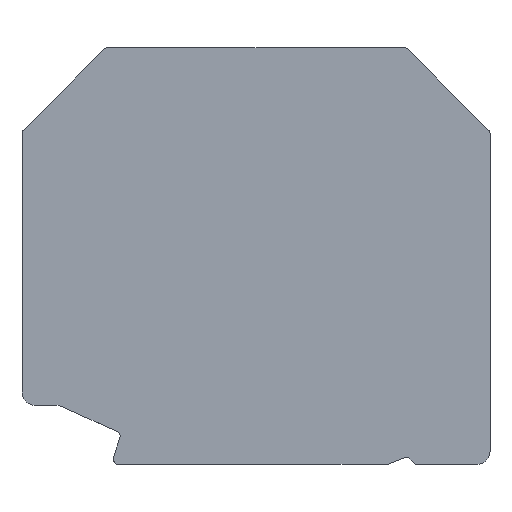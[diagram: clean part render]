
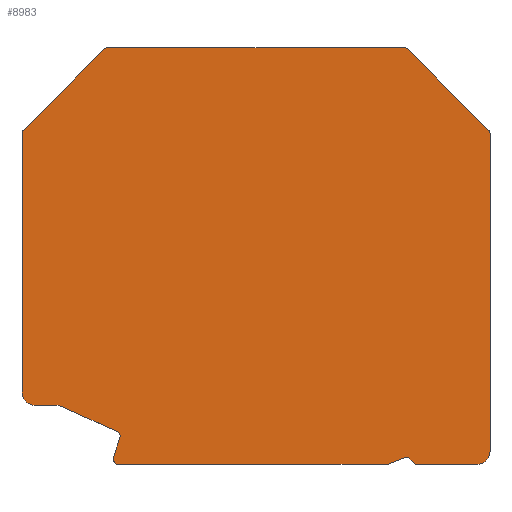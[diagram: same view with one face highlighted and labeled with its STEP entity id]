
A CAD part, top view. The second image highlights one B-rep face of the part: STEP entity #8983.
In plain terms, the highlighted planar face has unit normal (0, 0, 1).
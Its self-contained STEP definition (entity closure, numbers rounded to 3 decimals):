
#2069=CARTESIAN_POINT('',(-15.562,-46.6,1.5));
#2070=DIRECTION('',(0.,0.,1.));
#2071=DIRECTION('',(-0.951,0.309,0.));
#2072=AXIS2_PLACEMENT_3D('',#2069,#2070,#2071);
#2074=DIRECTION('',(-0.309,-0.951,0.));
#2075=VECTOR('',#2074,2.36);
#2076=CARTESIAN_POINT('',(-15.403,-44.17,1.5));
#2077=LINE('',#2076,#2075);
#2078=CARTESIAN_POINT('',(-15.926,-44.,1.5));
#2079=DIRECTION('',(0.,0.,-1.));
#2080=DIRECTION('',(0.412,0.911,0.));
#2081=AXIS2_PLACEMENT_3D('',#2078,#2079,#2080);
#2083=DIRECTION('',(0.911,-0.412,0.));
#2084=VECTOR('',#2083,7.066);
#2085=CARTESIAN_POINT('',(-22.138,-40.589,1.5));
#2086=LINE('',#2085,#2084);
#2087=CARTESIAN_POINT('',(-22.55,-41.5,1.5));
#2088=DIRECTION('',(0.,0.,-1.));
#2089=DIRECTION('',(0.,1.,0.));
#2090=AXIS2_PLACEMENT_3D('',#2087,#2088,#2089);
#2092=DIRECTION('',(1.,0.,0.));
#2093=VECTOR('',#2092,2.45);
#2094=CARTESIAN_POINT('',(-25.,-40.5,1.5));
#2095=LINE('',#2094,#2093);
#2096=CARTESIAN_POINT('',(-25.,-39.,1.5));
#2097=DIRECTION('',(0.,0.,1.));
#2098=DIRECTION('',(-1.,0.,0.));
#2099=AXIS2_PLACEMENT_3D('',#2096,#2097,#2098);
#2101=DIRECTION('',(0.,-1.,0.));
#2102=VECTOR('',#2101,29.293);
#2103=CARTESIAN_POINT('',(-26.5,-9.707,1.5));
#2104=LINE('',#2103,#2102);
#2105=CARTESIAN_POINT('',(-26.,-9.707,1.5));
#2106=DIRECTION('',(0.,0.,1.));
#2107=DIRECTION('',(-0.707,0.707,0.));
#2108=AXIS2_PLACEMENT_3D('',#2105,#2106,#2107);
#2110=DIRECTION('',(-0.707,-0.707,0.));
#2111=VECTOR('',#2110,13.021);
#2112=CARTESIAN_POINT('',(-17.146,-0.146,1.5));
#2113=LINE('',#2112,#2111);
#2114=CARTESIAN_POINT('',(-16.793,-0.5,1.5));
#2115=DIRECTION('',(0.,0.,1.));
#2116=DIRECTION('',(0.,1.,0.));
#2117=AXIS2_PLACEMENT_3D('',#2114,#2115,#2116);
#2119=DIRECTION('',(-1.,0.,0.));
#2120=VECTOR('',#2119,33.586);
#2121=CARTESIAN_POINT('',(16.793,0.,1.5));
#2122=LINE('',#2121,#2120);
#2123=CARTESIAN_POINT('',(16.793,-0.5,1.5));
#2124=DIRECTION('',(0.,0.,1.));
#2125=DIRECTION('',(0.707,0.707,0.));
#2126=AXIS2_PLACEMENT_3D('',#2123,#2124,#2125);
#2128=DIRECTION('',(-0.707,0.707,0.));
#2129=VECTOR('',#2128,13.021);
#2130=CARTESIAN_POINT('',(26.354,-9.354,1.5));
#2131=LINE('',#2130,#2129);
#2132=CARTESIAN_POINT('',(26.,-9.707,1.5));
#2133=DIRECTION('',(0.,0.,1.));
#2134=DIRECTION('',(1.,0.,0.));
#2135=AXIS2_PLACEMENT_3D('',#2132,#2133,#2134);
#2137=DIRECTION('',(0.,1.,0.));
#2138=VECTOR('',#2137,35.993);
#2139=CARTESIAN_POINT('',(26.5,-45.7,1.5));
#2140=LINE('',#2139,#2138);
#2141=CARTESIAN_POINT('',(25.,-45.7,1.5));
#2142=DIRECTION('',(0.,0.,1.));
#2143=DIRECTION('',(0.,-1.,0.));
#2144=AXIS2_PLACEMENT_3D('',#2141,#2142,#2143);
#2146=DIRECTION('',(1.,0.,0.));
#2147=VECTOR('',#2146,6.827);
#2148=CARTESIAN_POINT('',(18.173,-47.2,1.5));
#2149=LINE('',#2148,#2147);
#2150=CARTESIAN_POINT('',(18.173,-46.9,1.5));
#2151=DIRECTION('',(0.,0.,1.));
#2152=DIRECTION('',(-0.707,-0.707,0.));
#2153=AXIS2_PLACEMENT_3D('',#2150,#2151,#2152);
#2155=DIRECTION('',(0.707,-0.707,0.));
#2156=VECTOR('',#2155,0.759);
#2157=CARTESIAN_POINT('',(17.424,-46.576,1.5));
#2158=LINE('',#2157,#2156);
#2159=CARTESIAN_POINT('',(17.,-47.,1.5));
#2160=DIRECTION('',(0.,0.,-1.));
#2161=DIRECTION('',(-0.375,0.927,0.));
#2162=AXIS2_PLACEMENT_3D('',#2159,#2160,#2161);
#2164=DIRECTION('',(0.927,0.375,0.));
#2165=VECTOR('',#2164,1.961);
#2166=CARTESIAN_POINT('',(14.957,-47.178,1.5));
#2167=LINE('',#2166,#2165);
#2168=CARTESIAN_POINT('',(14.845,-46.9,1.5));
#2169=DIRECTION('',(0.,0.,1.));
#2170=DIRECTION('',(0.,-1.,0.));
#2171=AXIS2_PLACEMENT_3D('',#2168,#2169,#2170);
#2173=DIRECTION('',(1.,0.,0.));
#2174=VECTOR('',#2173,30.407);
#2175=CARTESIAN_POINT('',(-15.562,-47.2,1.5));
#2176=LINE('',#2175,#2174);
#5888=CARTESIAN_POINT('',(-16.132,-46.415,1.5));
#5889=CARTESIAN_POINT('',(-15.562,-47.2,1.5));
#5890=VERTEX_POINT('',#5888);
#5891=VERTEX_POINT('',#5889);
#5892=CARTESIAN_POINT('',(14.845,-47.2,1.5));
#5893=VERTEX_POINT('',#5892);
#5894=CARTESIAN_POINT('',(14.957,-47.178,1.5));
#5895=VERTEX_POINT('',#5894);
#5896=CARTESIAN_POINT('',(16.775,-46.444,1.5));
#5897=VERTEX_POINT('',#5896);
#5898=CARTESIAN_POINT('',(17.424,-46.576,1.5));
#5899=VERTEX_POINT('',#5898);
#5900=CARTESIAN_POINT('',(17.961,-47.112,1.5));
#5901=VERTEX_POINT('',#5900);
#5902=CARTESIAN_POINT('',(18.173,-47.2,1.5));
#5903=VERTEX_POINT('',#5902);
#5904=CARTESIAN_POINT('',(25.,-47.2,1.5));
#5905=VERTEX_POINT('',#5904);
#5906=CARTESIAN_POINT('',(26.5,-45.7,1.5));
#5907=VERTEX_POINT('',#5906);
#5908=CARTESIAN_POINT('',(26.5,-9.707,1.5));
#5909=VERTEX_POINT('',#5908);
#5910=CARTESIAN_POINT('',(26.354,-9.354,1.5));
#5911=VERTEX_POINT('',#5910);
#5912=CARTESIAN_POINT('',(17.146,-0.146,1.5));
#5913=VERTEX_POINT('',#5912);
#5914=CARTESIAN_POINT('',(16.793,0.,1.5));
#5915=VERTEX_POINT('',#5914);
#5916=CARTESIAN_POINT('',(-16.793,0.,1.5));
#5917=VERTEX_POINT('',#5916);
#5918=CARTESIAN_POINT('',(-17.146,-0.146,1.5));
#5919=VERTEX_POINT('',#5918);
#5920=CARTESIAN_POINT('',(-26.354,-9.354,1.5));
#5921=VERTEX_POINT('',#5920);
#5922=CARTESIAN_POINT('',(-26.5,-9.707,1.5));
#5923=VERTEX_POINT('',#5922);
#5924=CARTESIAN_POINT('',(-26.5,-39.,1.5));
#5925=VERTEX_POINT('',#5924);
#5926=CARTESIAN_POINT('',(-25.,-40.5,1.5));
#5927=VERTEX_POINT('',#5926);
#5928=CARTESIAN_POINT('',(-22.55,-40.5,1.5));
#5929=VERTEX_POINT('',#5928);
#5930=CARTESIAN_POINT('',(-22.138,-40.589,1.5));
#5931=VERTEX_POINT('',#5930);
#5932=CARTESIAN_POINT('',(-15.699,-43.499,1.5));
#5933=VERTEX_POINT('',#5932);
#5934=CARTESIAN_POINT('',(-15.403,-44.17,1.5));
#5935=VERTEX_POINT('',#5934);
#8952=CARTESIAN_POINT('',(0.,0.,1.5));
#8953=DIRECTION('',(0.,0.,1.));
#8954=DIRECTION('',(1.,0.,0.));
#8955=AXIS2_PLACEMENT_3D('',#8952,#8953,#8954);
#8956=PLANE('',#8955);
#8957=ORIENTED_EDGE('',*,*,#8624,.F.);
#8958=ORIENTED_EDGE('',*,*,#8639,.F.);
#8959=ORIENTED_EDGE('',*,*,#8653,.F.);
#8960=ORIENTED_EDGE('',*,*,#8667,.F.);
#8961=ORIENTED_EDGE('',*,*,#8681,.F.);
#8962=ORIENTED_EDGE('',*,*,#8695,.F.);
#8963=ORIENTED_EDGE('',*,*,#8709,.F.);
#8964=ORIENTED_EDGE('',*,*,#8723,.F.);
#8965=ORIENTED_EDGE('',*,*,#8737,.F.);
#8966=ORIENTED_EDGE('',*,*,#8751,.F.);
#8967=ORIENTED_EDGE('',*,*,#8765,.F.);
#8968=ORIENTED_EDGE('',*,*,#8779,.F.);
#8969=ORIENTED_EDGE('',*,*,#8793,.F.);
#8970=ORIENTED_EDGE('',*,*,#8807,.F.);
#8971=ORIENTED_EDGE('',*,*,#8821,.F.);
#8972=ORIENTED_EDGE('',*,*,#8835,.F.);
#8973=ORIENTED_EDGE('',*,*,#8849,.F.);
#8974=ORIENTED_EDGE('',*,*,#8863,.F.);
#8975=ORIENTED_EDGE('',*,*,#8877,.F.);
#8976=ORIENTED_EDGE('',*,*,#8891,.F.);
#8977=ORIENTED_EDGE('',*,*,#8905,.F.);
#8978=ORIENTED_EDGE('',*,*,#8919,.F.);
#8979=ORIENTED_EDGE('',*,*,#8933,.F.);
#8980=ORIENTED_EDGE('',*,*,#8946,.F.);
#8981=EDGE_LOOP('',(#8957,#8958,#8959,#8960,#8961,#8962,#8963,#8964,#8965,#8966,
#8967,#8968,#8969,#8970,#8971,#8972,#8973,#8974,#8975,#8976,#8977,#8978,#8979,
#8980));
#8982=FACE_OUTER_BOUND('',#8981,.F.);
#2073=CIRCLE('',#2072,0.6);
#2082=CIRCLE('',#2081,0.55);
#2091=CIRCLE('',#2090,1.);
#2100=CIRCLE('',#2099,1.5);
#2109=CIRCLE('',#2108,0.5);
#2118=CIRCLE('',#2117,0.5);
#2127=CIRCLE('',#2126,0.5);
#2136=CIRCLE('',#2135,0.5);
#2145=CIRCLE('',#2144,1.5);
#2154=CIRCLE('',#2153,0.3);
#2163=CIRCLE('',#2162,0.6);
#2172=CIRCLE('',#2171,0.3);
#8624=EDGE_CURVE('',#5890,#5891,#2073,.T.);
#8639=EDGE_CURVE('',#5935,#5890,#2077,.T.);
#8653=EDGE_CURVE('',#5933,#5935,#2082,.T.);
#8667=EDGE_CURVE('',#5931,#5933,#2086,.T.);
#8681=EDGE_CURVE('',#5929,#5931,#2091,.T.);
#8695=EDGE_CURVE('',#5927,#5929,#2095,.T.);
#8709=EDGE_CURVE('',#5925,#5927,#2100,.T.);
#8723=EDGE_CURVE('',#5923,#5925,#2104,.T.);
#8737=EDGE_CURVE('',#5921,#5923,#2109,.T.);
#8751=EDGE_CURVE('',#5919,#5921,#2113,.T.);
#8765=EDGE_CURVE('',#5917,#5919,#2118,.T.);
#8779=EDGE_CURVE('',#5915,#5917,#2122,.T.);
#8793=EDGE_CURVE('',#5913,#5915,#2127,.T.);
#8807=EDGE_CURVE('',#5911,#5913,#2131,.T.);
#8821=EDGE_CURVE('',#5909,#5911,#2136,.T.);
#8835=EDGE_CURVE('',#5907,#5909,#2140,.T.);
#8849=EDGE_CURVE('',#5905,#5907,#2145,.T.);
#8863=EDGE_CURVE('',#5903,#5905,#2149,.T.);
#8877=EDGE_CURVE('',#5901,#5903,#2154,.T.);
#8891=EDGE_CURVE('',#5899,#5901,#2158,.T.);
#8905=EDGE_CURVE('',#5897,#5899,#2163,.T.);
#8919=EDGE_CURVE('',#5895,#5897,#2167,.T.);
#8933=EDGE_CURVE('',#5893,#5895,#2172,.T.);
#8946=EDGE_CURVE('',#5891,#5893,#2176,.T.);
#8983=ADVANCED_FACE('',(#8982),#8956,.T.);
